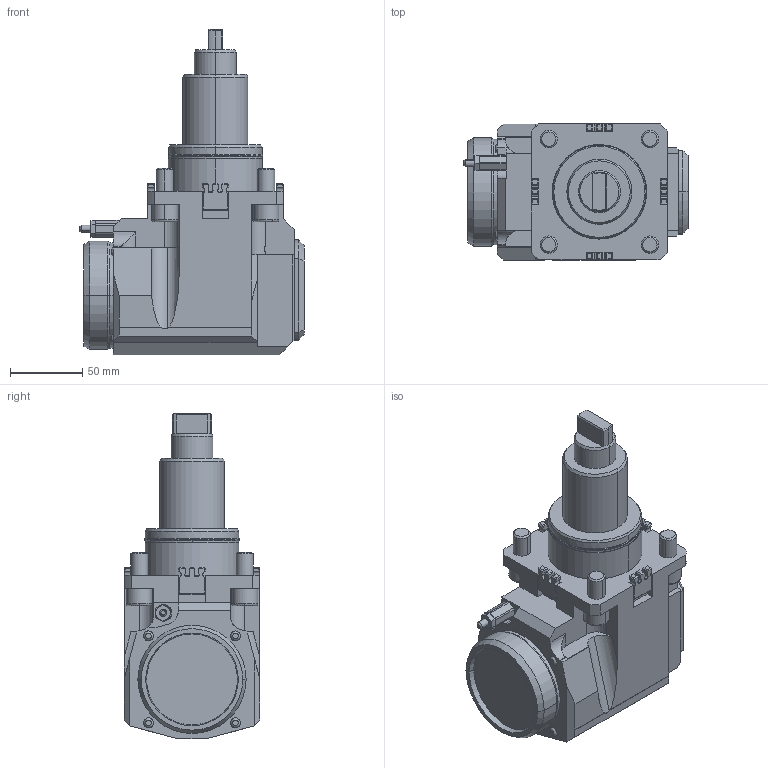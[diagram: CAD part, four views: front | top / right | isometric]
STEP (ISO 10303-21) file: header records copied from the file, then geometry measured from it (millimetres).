
FILE_DESCRIPTION(('HOOPS Exchange Step'),'2;1');
FILE_NAME('Modelcomposition.stp','2024-05-01T08:52:27+00:00',('toolarena-modelservice-ewspro'),('Unknown organisation'),'HOOPS Exchange 2021.2','HOOPS Exchange','Unknown authorisation');
FILE_SCHEMA( ('AP242_MANAGED_MODEL_BASED_3D_ENGINEERING_MIM_LF {1 0 10303 442 1 1 4 }') );
Length unit declared in the file: millimetre
Products named in the file (1): EWS_225707_DIN4003
Bounding box: 155.3 x 94 x 225 mm (x, y, z)
Volume: 1381487.9 mm3; surface area: 98631.5 mm2
Topology: 1 solids, 1 shells, 440 faces, 1169 edges, 745 vertices
Faces by surface type: plane 292, cylinder 92, cone 40, torus 12, bspline 4
Entity records: 13747 total; most frequent: CARTESIAN_POINT 2561, DIRECTION 2355, ORIENTED_EDGE 2338, EDGE_CURVE 1169, VECTOR 797, LINE 797, AXIS2_PLACEMENT_3D 779, VERTEX_POINT 745
